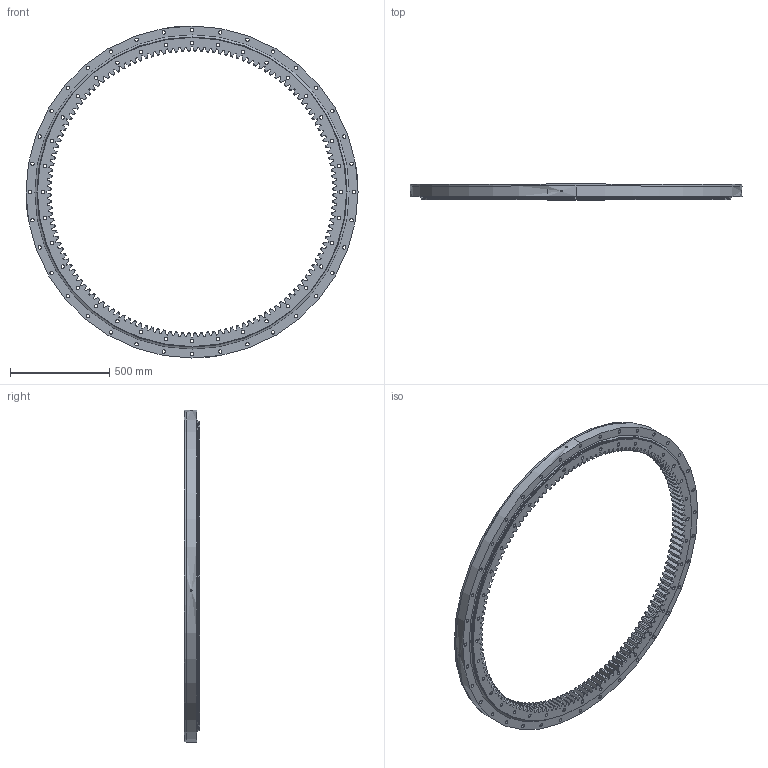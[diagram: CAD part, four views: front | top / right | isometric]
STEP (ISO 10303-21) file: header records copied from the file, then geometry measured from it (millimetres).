
FILE_DESCRIPTION (( 'STEP AP203' ), '1' );
FILE_NAME ('02-1565-02.STEP', '2017-12-26T13:42:45', ( 'defontaine' ), ( 'Hewlett-Packard Company' ), 'SwSTEP 2.0', 'SolidWorks 2016', '' );
FILE_SCHEMA (( 'CONFIG_CONTROL_DESIGN' ));
Length unit declared in the file: millimetre
Products named in the file (1): 02-1565-02
Bounding box: 1676 x 78 x 1676 mm (x, y, z)
Volume: 32435557.7 mm3; surface area: 3530937.9 mm2
Topology: 5 solids, 5 shells, 1077 faces, 3172 edges, 2109 vertices
Faces by surface type: cylinder 459, plane 302, cone 296, torus 18, sphere 2
Entity records: 37738 total; most frequent: CARTESIAN_POINT 8607, ORIENTED_EDGE 6334, DIRECTION 5975, EDGE_CURVE 3167, AXIS2_PLACEMENT_3D 2322, VERTEX_POINT 2106, LINE 1331, VECTOR 1331
